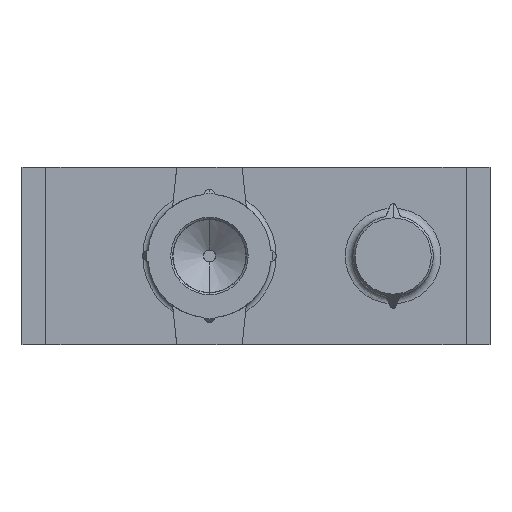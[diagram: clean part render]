
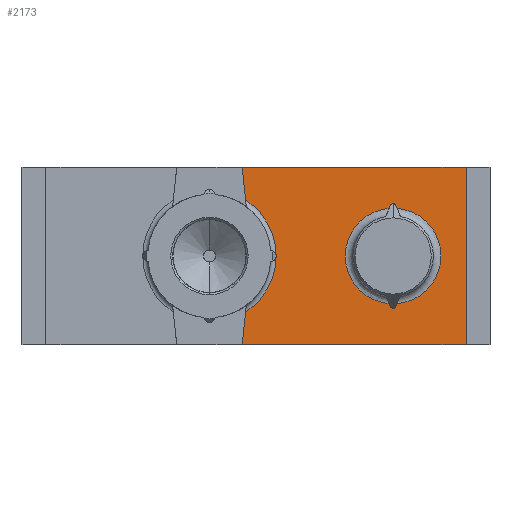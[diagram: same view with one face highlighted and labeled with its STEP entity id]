
A CAD part, front view. The second image highlights one B-rep face of the part: STEP entity #2173.
In plain terms, the highlighted planar face has unit normal (0, -1, 0).
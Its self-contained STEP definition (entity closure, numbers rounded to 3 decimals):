
#85 = CARTESIAN_POINT ( 'NONE',  ( 7.089, 0.38, 2.001 ) ) ;
#189 = AXIS2_PLACEMENT_3D ( 'NONE', #6683, #6681, #6675 ) ;
#192 = EDGE_CURVE ( 'NONE', #3519, #6679, #6754, .T. ) ;
#226 = AXIS2_PLACEMENT_3D ( 'NONE', #3678, #3686, #3679 ) ;
#229 = AXIS2_PLACEMENT_3D ( 'NONE', #3790, #3610, #3761 ) ;
#259 = AXIS2_PLACEMENT_3D ( 'NONE', #4941, #4932, #4909 ) ;
#437 = CARTESIAN_POINT ( 'NONE',  ( 7.2, 0.38, 2.075 ) ) ;
#704 = VERTEX_POINT ( 'NONE', #6097 ) ;
#823 = VERTEX_POINT ( 'NONE', #6017 ) ;
#913 = VERTEX_POINT ( 'NONE', #5999 ) ;
#1001 = CIRCLE ( 'NONE', #6121, 0.12 ) ;
#1041 = EDGE_CURVE ( 'NONE', #6656, #6470, #6628, .T. ) ;
#1108 = LINE ( 'NONE', #4205, #3466 ) ;
#1161 = VERTEX_POINT ( 'NONE', #5467 ) ;
#1178 = VERTEX_POINT ( 'NONE', #5511 ) ;
#1391 = LINE ( 'NONE', #4870, #3994 ) ;
#1596 = CIRCLE ( 'NONE', #189, 0.12 ) ;
#1834 = VECTOR ( 'NONE', #3372, 1000. ) ;
#2173 = ADVANCED_FACE ( 'NONE', ( #5279, #4510 ), #5097, .F. ) ;
#2232 = CARTESIAN_POINT ( 'NONE',  ( 1.2, 0.38, -3.525 ) ) ;
#2560 = DIRECTION ( 'NONE',  ( 0.383, 0., 0.924 ) ) ;
#2605 = AXIS2_PLACEMENT_3D ( 'NONE', #5063, #5058, #5056 ) ;
#2614 = CARTESIAN_POINT ( 'NONE',  ( 7.089, 0.38, 2.001 ) ) ;
#2726 = CARTESIAN_POINT ( 'NONE',  ( 1.2, 0.38, 3.525 ) ) ;
#2736 = DIRECTION ( 'NONE',  ( -0.383, 0., 0.924 ) ) ;
#2756 = DIRECTION ( 'NONE',  ( -0.383, 0., -0.924 ) ) ;
#2764 = CARTESIAN_POINT ( 'NONE',  ( 7.488, 0.38, -1.574 ) ) ;
#2818 = DIRECTION ( 'NONE',  ( -1., 0., 0. ) ) ;
#2830 = LINE ( 'NONE', #2614, #3103 ) ;
#2888 = CARTESIAN_POINT ( 'NONE',  ( 7.089, 0.38, -2.001 ) ) ;
#2980 = CIRCLE ( 'NONE', #5443, 2.65 ) ;
#3028 = DIRECTION ( 'NONE',  ( 0.383, 0., -0.924 ) ) ;
#3034 = CARTESIAN_POINT ( 'NONE',  ( 7.488, 0.38, 1.574 ) ) ;
#3071 = CARTESIAN_POINT ( 'NONE',  ( 7.045, 0.38, -1.894 ) ) ;
#3088 = CIRCLE ( 'NONE', #226, 1.9 ) ;
#3103 = VECTOR ( 'NONE', #2560, 1000. ) ;
#3116 = VERTEX_POINT ( 'NONE', #6250 ) ;
#3194 = VECTOR ( 'NONE', #2756, 1000. ) ;
#3322 = CIRCLE ( 'NONE', #259, 2.65 ) ;
#3372 = DIRECTION ( 'NONE',  ( 0.105, 0., 0.995 ) ) ;
#3466 = VECTOR ( 'NONE', #4088, 1000. ) ;
#3519 = VERTEX_POINT ( 'NONE', #5376 ) ;
#3526 = VERTEX_POINT ( 'NONE', #5347 ) ;
#3559 = CARTESIAN_POINT ( 'NONE',  ( 1.2, 0.38, -3.525 ) ) ;
#3610 = DIRECTION ( 'NONE',  ( 0., -1., 0. ) ) ;
#3678 = CARTESIAN_POINT ( 'NONE',  ( 7.2, 0.38, 0. ) ) ;
#3679 = DIRECTION ( 'NONE',  ( 0., 0., 1. ) ) ;
#3686 = DIRECTION ( 'NONE',  ( 0., -1., 0. ) ) ;
#3761 = DIRECTION ( 'NONE',  ( 0., 0., 1. ) ) ;
#3790 = CARTESIAN_POINT ( 'NONE',  ( 7.2, 0.38, 0. ) ) ;
#3855 = LINE ( 'NONE', #2888, #4885 ) ;
#3994 = VECTOR ( 'NONE', #4604, 1000. ) ;
#4024 = EDGE_LOOP ( 'NONE', ( #6238, #6240, #6254, #6259, #6260, #6272, #6282 ) ) ;
#4060 = EDGE_LOOP ( 'NONE', ( #6189, #6190, #6193, #6198, #6202, #6213, #6219, #6230, #6233 ) ) ;
#4088 = DIRECTION ( 'NONE',  ( 0., 0., -1. ) ) ;
#4205 = CARTESIAN_POINT ( 'NONE',  ( 10.1, 0.38, 3.525 ) ) ;
#4301 = CARTESIAN_POINT ( 'NONE',  ( 0., 0.38, -3.525 ) ) ;
#4373 = VERTEX_POINT ( 'NONE', #3071 ) ;
#4510 = FACE_OUTER_BOUND ( 'NONE', #4024, .T. ) ;
#4604 = DIRECTION ( 'NONE',  ( -0.105, 0., 0.995 ) ) ;
#4870 = CARTESIAN_POINT ( 'NONE',  ( 1.336, 0.38, 2.227 ) ) ;
#4885 = VECTOR ( 'NONE', #2736, 1000. ) ;
#4909 = DIRECTION ( 'NONE',  ( -1., 0., 0. ) ) ;
#4932 = DIRECTION ( 'NONE',  ( 0., -1., 0. ) ) ;
#4941 = CARTESIAN_POINT ( 'NONE',  ( -0.1, 0.38, 0. ) ) ;
#4999 = CARTESIAN_POINT ( 'NONE',  ( 7.089, 0.38, -2.001 ) ) ;
#5056 = DIRECTION ( 'NONE',  ( 0., 0., 1. ) ) ;
#5058 = DIRECTION ( 'NONE',  ( 0., 1., 0. ) ) ;
#5063 = CARTESIAN_POINT ( 'NONE',  ( -6.6, 0.38, 3.525 ) ) ;
#5097 = PLANE ( 'NONE',  #2605 ) ;
#5130 = DIRECTION ( 'NONE',  ( -1., 0., 0. ) ) ;
#5133 = CARTESIAN_POINT ( 'NONE',  ( -0.1, 0.38, 0. ) ) ;
#5147 = DIRECTION ( 'NONE',  ( 0., -1., 0. ) ) ;
#5183 = CARTESIAN_POINT ( 'NONE',  ( 10.1, 0.38, 3.525 ) ) ;
#5279 = FACE_BOUND ( 'NONE', #4060, .T. ) ;
#5308 = EDGE_CURVE ( 'NONE', #6475, #3526, #5689, .T. ) ;
#5334 = EDGE_CURVE ( 'NONE', #3116, #6812, #1001, .T. ) ;
#5347 = CARTESIAN_POINT ( 'NONE',  ( 7.311, 0.38, -2.001 ) ) ;
#5376 = CARTESIAN_POINT ( 'NONE',  ( 10.1, 0.38, -3.525 ) ) ;
#5443 = AXIS2_PLACEMENT_3D ( 'NONE', #5133, #5147, #5130 ) ;
#5467 = CARTESIAN_POINT ( 'NONE',  ( 1.336, 0.38, -2.227 ) ) ;
#5511 = CARTESIAN_POINT ( 'NONE',  ( 2.55, 0.38, 0. ) ) ;
#5610 = LINE ( 'NONE', #2764, #3194 ) ;
#5658 = EDGE_CURVE ( 'NONE', #3116, #704, #6360, .T. ) ;
#5665 = EDGE_CURVE ( 'NONE', #6886, #3526, #5610, .T. ) ;
#5676 = EDGE_CURVE ( 'NONE', #6475, #4373, #3855, .T. ) ;
#5689 = CIRCLE ( 'NONE', #6136, 0.12 ) ;
#5698 = EDGE_CURVE ( 'NONE', #823, #6134, #2830, .T. ) ;
#5733 = DIRECTION ( 'NONE',  ( 0., 0., 1. ) ) ;
#5735 = DIRECTION ( 'NONE',  ( 0., -1., 0. ) ) ;
#5741 = CARTESIAN_POINT ( 'NONE',  ( 7.2, 0.38, 1.955 ) ) ;
#5854 = DIRECTION ( 'NONE',  ( 0., 0., 1. ) ) ;
#5859 = DIRECTION ( 'NONE',  ( 0., -1., 0. ) ) ;
#5862 = CARTESIAN_POINT ( 'NONE',  ( 7.2, 0.38, -1.955 ) ) ;
#5880 = CARTESIAN_POINT ( 'NONE',  ( -6.6, 0.38, 3.525 ) ) ;
#5887 = DIRECTION ( 'NONE',  ( 1., 0., 0. ) ) ;
#5976 = CIRCLE ( 'NONE', #229, 1.9 ) ;
#5999 = CARTESIAN_POINT ( 'NONE',  ( 1.336, 0.38, 2.227 ) ) ;
#6017 = CARTESIAN_POINT ( 'NONE',  ( 7.045, 0.38, 1.894 ) ) ;
#6097 = CARTESIAN_POINT ( 'NONE',  ( 7.355, 0.38, 1.894 ) ) ;
#6121 = AXIS2_PLACEMENT_3D ( 'NONE', #5741, #5735, #5733 ) ;
#6134 = VERTEX_POINT ( 'NONE', #85 ) ;
#6136 = AXIS2_PLACEMENT_3D ( 'NONE', #5862, #5859, #5854 ) ;
#6189 = ORIENTED_EDGE ( 'NONE', *, *, #5698, .T. ) ;
#6190 = ORIENTED_EDGE ( 'NONE', *, *, #6932, .F. ) ;
#6193 = ORIENTED_EDGE ( 'NONE', *, *, #5334, .F. ) ;
#6198 = ORIENTED_EDGE ( 'NONE', *, *, #5658, .T. ) ;
#6202 = ORIENTED_EDGE ( 'NONE', *, *, #6567, .F. ) ;
#6213 = ORIENTED_EDGE ( 'NONE', *, *, #5665, .T. ) ;
#6218 = VECTOR ( 'NONE', #3028, 1000. ) ;
#6219 = ORIENTED_EDGE ( 'NONE', *, *, #5308, .F. ) ;
#6230 = ORIENTED_EDGE ( 'NONE', *, *, #5676, .T. ) ;
#6233 = ORIENTED_EDGE ( 'NONE', *, *, #6573, .F. ) ;
#6235 = LINE ( 'NONE', #3559, #1834 ) ;
#6238 = ORIENTED_EDGE ( 'NONE', *, *, #192, .F. ) ;
#6240 = ORIENTED_EDGE ( 'NONE', *, *, #6533, .F. ) ;
#6250 = CARTESIAN_POINT ( 'NONE',  ( 7.311, 0.38, 2.001 ) ) ;
#6254 = ORIENTED_EDGE ( 'NONE', *, *, #1041, .F. ) ;
#6259 = ORIENTED_EDGE ( 'NONE', *, *, #6486, .F. ) ;
#6260 = ORIENTED_EDGE ( 'NONE', *, *, #6477, .F. ) ;
#6272 = ORIENTED_EDGE ( 'NONE', *, *, #6462, .F. ) ;
#6282 = ORIENTED_EDGE ( 'NONE', *, *, #6598, .F. ) ;
#6360 = LINE ( 'NONE', #3034, #6218 ) ;
#6462 = EDGE_CURVE ( 'NONE', #1161, #1178, #2980, .T. ) ;
#6470 = VERTEX_POINT ( 'NONE', #5183 ) ;
#6475 = VERTEX_POINT ( 'NONE', #4999 ) ;
#6477 = EDGE_CURVE ( 'NONE', #1178, #913, #3322, .T. ) ;
#6486 = EDGE_CURVE ( 'NONE', #913, #6656, #1391, .T. ) ;
#6492 = VECTOR ( 'NONE', #5887, 1000. ) ;
#6533 = EDGE_CURVE ( 'NONE', #6470, #3519, #1108, .T. ) ;
#6567 = EDGE_CURVE ( 'NONE', #6886, #704, #5976, .T. ) ;
#6573 = EDGE_CURVE ( 'NONE', #823, #4373, #3088, .T. ) ;
#6598 = EDGE_CURVE ( 'NONE', #6679, #1161, #6235, .T. ) ;
#6628 = LINE ( 'NONE', #5880, #6492 ) ;
#6656 = VERTEX_POINT ( 'NONE', #2726 ) ;
#6675 = DIRECTION ( 'NONE',  ( 0., 0., 1. ) ) ;
#6679 = VERTEX_POINT ( 'NONE', #2232 ) ;
#6681 = DIRECTION ( 'NONE',  ( 0., -1., 0. ) ) ;
#6683 = CARTESIAN_POINT ( 'NONE',  ( 7.2, 0.38, 1.955 ) ) ;
#6746 = VECTOR ( 'NONE', #2818, 1000. ) ;
#6754 = LINE ( 'NONE', #4301, #6746 ) ;
#6812 = VERTEX_POINT ( 'NONE', #437 ) ;
#6882 = CARTESIAN_POINT ( 'NONE',  ( 7.355, 0.38, -1.894 ) ) ;
#6886 = VERTEX_POINT ( 'NONE', #6882 ) ;
#6932 = EDGE_CURVE ( 'NONE', #6812, #6134, #1596, .T. ) ;
